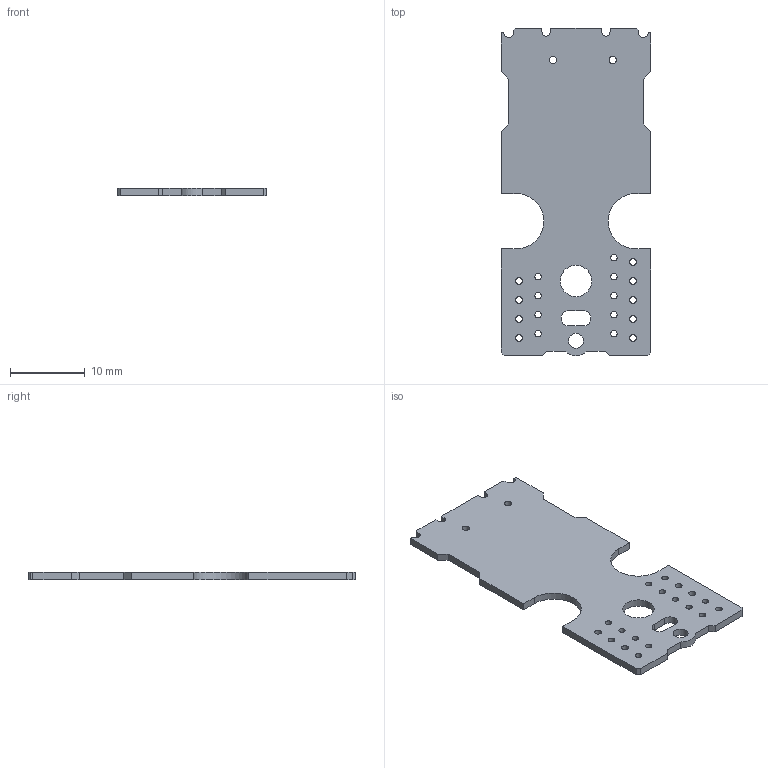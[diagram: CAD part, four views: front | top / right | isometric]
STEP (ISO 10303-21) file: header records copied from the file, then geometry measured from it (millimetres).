
FILE_DESCRIPTION(('Open CASCADE Model'),'2;1');
FILE_NAME('Open CASCADE Shape Model','2022-03-18T17:22:57',('Author'),( 'Open CASCADE'),'Open CASCADE STEP processor 6.8','Open CASCADE 6.8' ,'Unknown');
FILE_SCHEMA(('AUTOMOTIVE_DESIGN { 1 0 10303 214 1 1 1 1 }'));
Length unit declared in the file: millimetre
Products named in the file (3): PCB; Board; Open CASCADE STEP translator 6.8 24.1.1
Assembly tree (2 placements, depth 3):
  PCB
    Board
      Open CASCADE STEP translator 6.8 24.1.1
Bounding box: 20 x 43.8 x 1 mm (x, y, z)
Volume: 743.5 mm3; surface area: 1722.8 mm2
Topology: 1 solids, 1 shells, 77 faces, 225 edges, 150 vertices
Faces by surface type: plane 46, cylinder 31
Full cylindrical faces by diameter (mm): 0.85 x9, 0.9 x9, 1 x2, 2 x1, 4.2 x1
Entity records: 2710 total; most frequent: CARTESIAN_POINT 455, ORIENTED_EDGE 450, DIRECTION 447, EDGE_CURVE 225, LINE 163, VECTOR 163, VERTEX_POINT 150, AXIS2_PLACEMENT_3D 142
